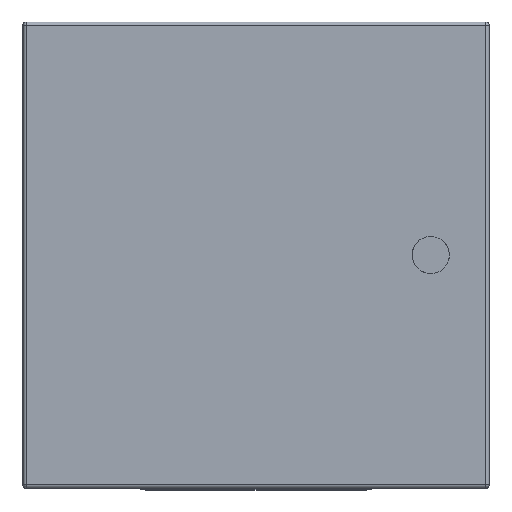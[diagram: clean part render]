
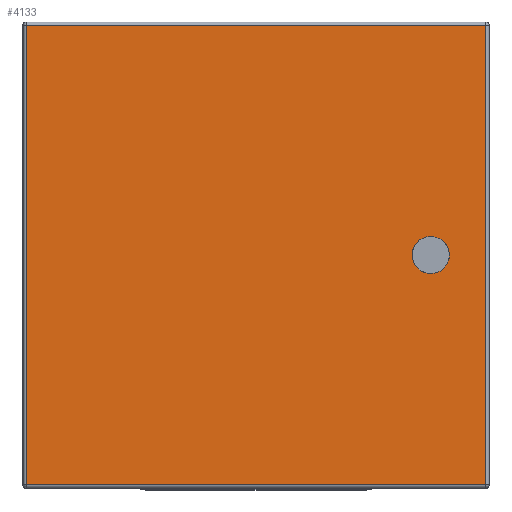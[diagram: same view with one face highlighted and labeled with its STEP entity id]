
A CAD part, top view. The second image highlights one B-rep face of the part: STEP entity #4133.
In plain terms, the highlighted free-form (B-spline) face has degree [1, 1] with [2, 2] control points.
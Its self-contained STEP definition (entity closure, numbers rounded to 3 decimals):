
#4133 = ADVANCED_FACE('',(#4134,#4148),#4178,.T.);
#4134 = FACE_BOUND('',#4135,.T.);
#4135 = EDGE_LOOP('',(#4136));
#4136 = ORIENTED_EDGE('',*,*,#4137,.T.);
#4137 = EDGE_CURVE('',#4138,#4138,#4140,.T.);
#4138 = VERTEX_POINT('',#4139);
#4139 = CARTESIAN_POINT('',(229.958,0.,
    27.706));
#4140 = ( BOUNDED_CURVE() B_SPLINE_CURVE(2,(#4141,#4142,#4143,#4144,
#4145,#4146,#4147),.UNSPECIFIED.,.T.,.F.) B_SPLINE_CURVE_WITH_KNOTS((1,2
    ,2,2,2,1),(-2.094,0.,2.094,4.189,
6.283,8.378),.UNSPECIFIED.) CURVE() 
GEOMETRIC_REPRESENTATION_ITEM() RATIONAL_B_SPLINE_CURVE((1.,0.5,1.,0.5,
1.,0.5,1.)) REPRESENTATION_ITEM('') );
#4141 = CARTESIAN_POINT('',(229.958,0.,
    27.706));
#4142 = CARTESIAN_POINT('',(229.958,-38.39,
    27.706));
#4143 = CARTESIAN_POINT('',(196.711,-19.195,
    27.706));
#4144 = CARTESIAN_POINT('',(163.464,0.,
    27.706));
#4145 = CARTESIAN_POINT('',(196.711,19.195,
    27.706));
#4146 = CARTESIAN_POINT('',(229.958,38.39,
    27.706));
#4147 = CARTESIAN_POINT('',(229.958,0.,
    27.706));
#4148 = FACE_BOUND('',#4149,.T.);
#4149 = EDGE_LOOP('',(#4150,#4159,#4166,#4173));
#4150 = ORIENTED_EDGE('',*,*,#4151,.F.);
#4151 = EDGE_CURVE('',#4152,#4154,#4156,.T.);
#4152 = VERTEX_POINT('',#4153);
#4153 = CARTESIAN_POINT('',(-272.902,272.902,
    27.706));
#4154 = VERTEX_POINT('',#4155);
#4155 = CARTESIAN_POINT('',(272.902,272.902,
    27.706));
#4156 = B_SPLINE_CURVE_WITH_KNOTS('',1,(#4157,#4158),.UNSPECIFIED.,.F.,
  .F.,(2,2),(-197.,197.),.PIECEWISE_BEZIER_KNOTS.);
#4157 = CARTESIAN_POINT('',(-272.902,272.902,
    27.706));
#4158 = CARTESIAN_POINT('',(272.902,272.902,
    27.706));
#4159 = ORIENTED_EDGE('',*,*,#4160,.T.);
#4160 = EDGE_CURVE('',#4152,#4161,#4163,.T.);
#4161 = VERTEX_POINT('',#4162);
#4162 = CARTESIAN_POINT('',(-272.902,-272.902,
    27.706));
#4163 = B_SPLINE_CURVE_WITH_KNOTS('',1,(#4164,#4165),.UNSPECIFIED.,.F.,
  .F.,(2,2),(-197.,197.),.PIECEWISE_BEZIER_KNOTS.);
#4164 = CARTESIAN_POINT('',(-272.902,272.902,
    27.706));
#4165 = CARTESIAN_POINT('',(-272.902,-272.902,
    27.706));
#4166 = ORIENTED_EDGE('',*,*,#4167,.T.);
#4167 = EDGE_CURVE('',#4161,#4168,#4170,.T.);
#4168 = VERTEX_POINT('',#4169);
#4169 = CARTESIAN_POINT('',(272.902,-272.902,
    27.706));
#4170 = B_SPLINE_CURVE_WITH_KNOTS('',1,(#4171,#4172),.UNSPECIFIED.,.F.,
  .F.,(2,2),(-197.,197.),.PIECEWISE_BEZIER_KNOTS.);
#4171 = CARTESIAN_POINT('',(-272.902,-272.902,
    27.706));
#4172 = CARTESIAN_POINT('',(272.902,-272.902,
    27.706));
#4173 = ORIENTED_EDGE('',*,*,#4174,.F.);
#4174 = EDGE_CURVE('',#4154,#4168,#4175,.T.);
#4175 = B_SPLINE_CURVE_WITH_KNOTS('',1,(#4176,#4177),.UNSPECIFIED.,.F.,
  .F.,(2,2),(-197.,197.),.PIECEWISE_BEZIER_KNOTS.);
#4176 = CARTESIAN_POINT('',(272.902,272.902,
    27.706));
#4177 = CARTESIAN_POINT('',(272.902,-272.902,
    27.706));
#4178 = B_SPLINE_SURFACE_WITH_KNOTS('',1,1,(
    (#4179,#4180)
    ,(#4181,#4182
    )),.UNSPECIFIED.,.F.,.F.,.F.,(2,2),(2,2),(-197.,197.),(-197.,197.),
  .PIECEWISE_BEZIER_KNOTS.);
#4179 = CARTESIAN_POINT('',(-272.902,-272.902,
    27.706));
#4180 = CARTESIAN_POINT('',(-272.902,272.902,
    27.706));
#4181 = CARTESIAN_POINT('',(272.902,-272.902,
    27.706));
#4182 = CARTESIAN_POINT('',(272.902,272.902,
    27.706));
